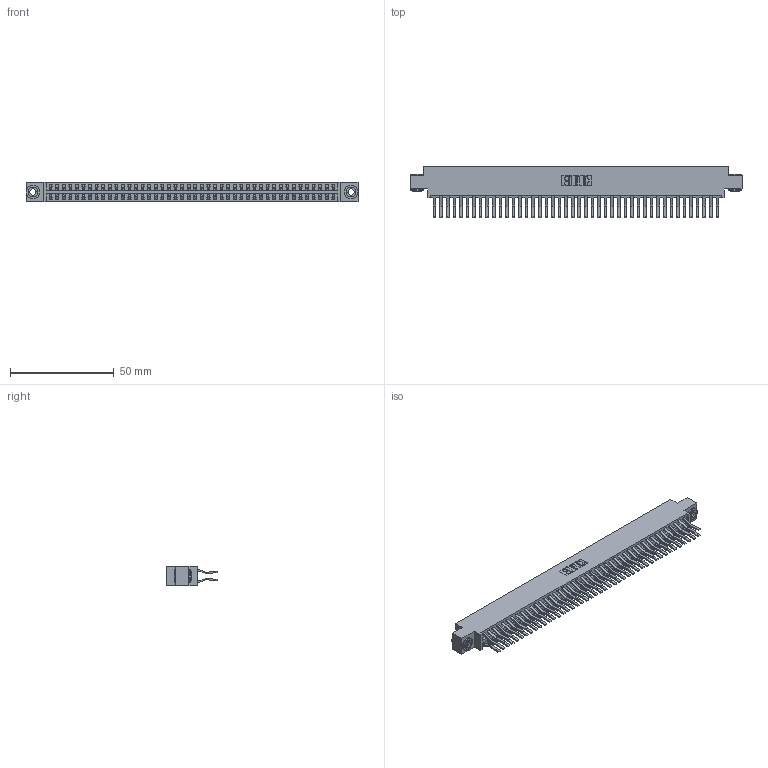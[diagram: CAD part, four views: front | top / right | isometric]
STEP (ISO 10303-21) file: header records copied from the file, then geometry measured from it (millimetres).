
FILE_DESCRIPTION (( 'STEP AP203' ), '1' );
FILE_NAME ('396-088-560-803.STEP', '2019-11-02T15:18:58', ( '' ), ( '' ), 'SwSTEP 2.0', 'SolidWorks 2016', '' );
FILE_SCHEMA (( 'CONFIG_CONTROL_DESIGN' ));
Length unit declared in the file: inch
Products named in the file (4): 345-250-002_345-250-002-102; 396-088-560-803; 346 Part_0.170 Offset - 0.156 Dia-TH; 345-292-001_560 Tail
Assembly tree (91 placements, depth 2):
  396-088-560-803
    346 Part_0.170 Offset - 0.156 Dia-TH
    345-292-001_560 Tail  x88
    345-250-002_345-250-002-102  x2
Bounding box: 160.27 x 24.78 x 9.4 mm (x, y, z)
Volume: 16085.8 mm3; surface area: 24075.2 mm2
Topology: 91 solids, 91 shells, 4916 faces, 14585 edges, 9602 vertices
Faces by surface type: plane 3170, cylinder 1738, cone 8
Entity records: 29316 total; most frequent: CARTESIAN_POINT 4807, ORIENTED_EDGE 4734, DIRECTION 4321, EDGE_CURVE 2367, VECTOR 2031, LINE 2031, VERTEX_POINT 1574, AXIS2_PLACEMENT_3D 1145
